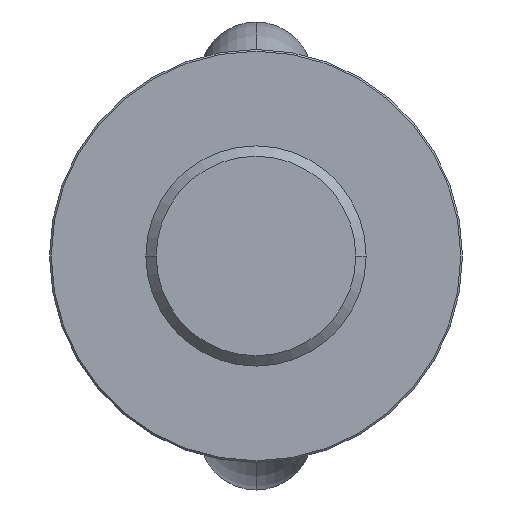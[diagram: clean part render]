
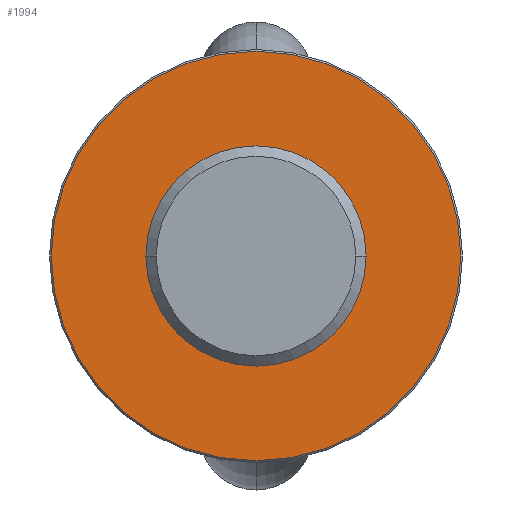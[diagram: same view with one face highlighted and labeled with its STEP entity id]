
A CAD part, front view. The second image highlights one B-rep face of the part: STEP entity #1994.
In plain terms, the highlighted planar face has unit normal (0, -1, 0).
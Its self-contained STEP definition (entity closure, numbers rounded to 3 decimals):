
#5=CARTESIAN_POINT('',(0.,0.,0.));
#6=DIRECTION('',(0.,1.,0.));
#7=DIRECTION('',(1.,0.,0.));
#8=AXIS2_PLACEMENT_3D('',#5,#6,#7);
#14=CARTESIAN_POINT('',(0.,0.,0.));
#15=DIRECTION('',(0.,-1.,0.));
#16=DIRECTION('',(1.,0.,0.));
#17=AXIS2_PLACEMENT_3D('',#14,#15,#16);
#52=CARTESIAN_POINT('',(0.,0.,0.));
#53=DIRECTION('',(0.,-1.,0.));
#54=DIRECTION('',(1.,0.,0.));
#55=AXIS2_PLACEMENT_3D('',#52,#53,#54);
#1512=CARTESIAN_POINT('',(0.,0.,0.));
#1513=DIRECTION('',(0.,1.,0.));
#1514=DIRECTION('',(1.,0.,0.));
#1515=AXIS2_PLACEMENT_3D('',#1512,#1513,#1514);
#1565=CARTESIAN_POINT('',(59.5,0.,0.));
#1566=CARTESIAN_POINT('',(-59.5,0.,0.));
#1567=VERTEX_POINT('',#1565);
#1568=VERTEX_POINT('',#1566);
#1621=CARTESIAN_POINT('',(32.,0.,0.));
#1623=VERTEX_POINT('',#1621);
#1627=CARTESIAN_POINT('',(-32.,0.,0.));
#1629=VERTEX_POINT('',#1627);
#1977=CARTESIAN_POINT('',(0.,0.,0.));
#1978=DIRECTION('',(0.,-1.,0.));
#1979=DIRECTION('',(-1.,0.,0.));
#1980=AXIS2_PLACEMENT_3D('',#1977,#1978,#1979);
#1981=PLANE('',#1980);
#1983=ORIENTED_EDGE('',*,*,#1982,.F.);
#1985=ORIENTED_EDGE('',*,*,#1984,.T.);
#1986=EDGE_LOOP('',(#1983,#1985));
#1987=FACE_OUTER_BOUND('',#1986,.F.);
#1989=ORIENTED_EDGE('',*,*,#1988,.F.);
#1991=ORIENTED_EDGE('',*,*,#1990,.T.);
#1992=EDGE_LOOP('',(#1989,#1991));
#1993=FACE_BOUND('',#1992,.F.);
#1994=ADVANCED_FACE('',(#1987,#1993),#1981,.T.);
#9=CIRCLE('',#8,32.);
#18=CIRCLE('',#17,32.);
#56=CIRCLE('',#55,59.5);
#1516=CIRCLE('',#1515,59.5);
#1982=EDGE_CURVE('',#1567,#1568,#56,.T.);
#1984=EDGE_CURVE('',#1567,#1568,#1516,.T.);
#1988=EDGE_CURVE('',#1623,#1629,#9,.T.);
#1990=EDGE_CURVE('',#1623,#1629,#18,.T.);
